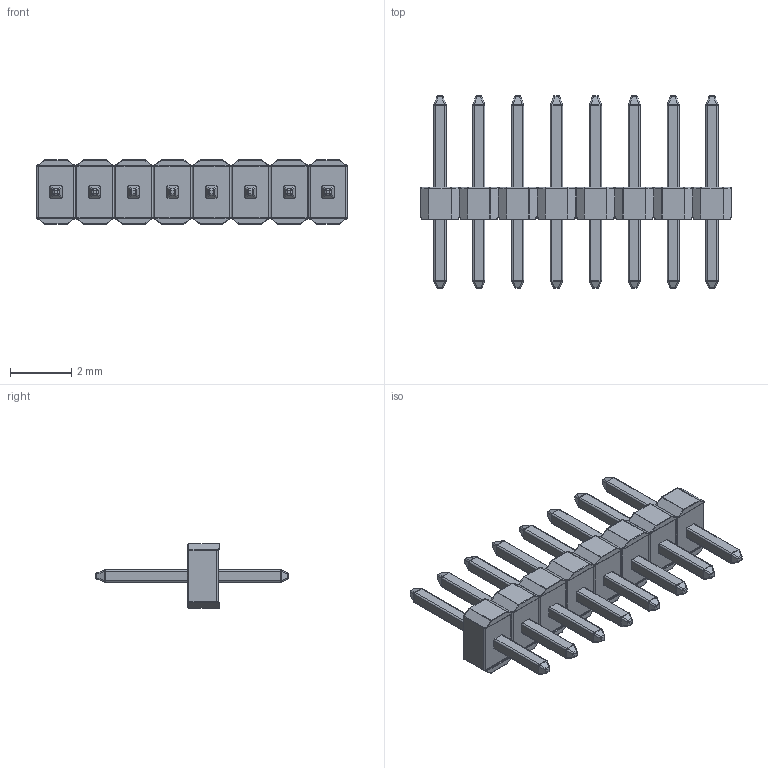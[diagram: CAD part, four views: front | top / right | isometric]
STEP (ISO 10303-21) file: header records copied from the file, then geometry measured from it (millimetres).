
FILE_DESCRIPTION (( 'STEP AP214' ), '1' );
FILE_NAME ('M50-3530842.STEP', '2018-01-16T16:48:23', ( '' ), ( '' ), 'SwSTEP 2.0', 'SolidWorks 2014', '' );
FILE_SCHEMA (( 'AUTOMOTIVE_DESIGN' ));
Length unit declared in the file: millimetre
Products named in the file (2): M50-353-Pin; M50-3530842
Assembly tree (8 placements, depth 2):
  M50-3530842
    M50-353-Pin  x8
Bounding box: 10.16 x 6.3 x 2.1 mm (x, y, z)
Volume: 27 mm3; surface area: 151.2 mm2
Topology: 8 solids, 8 shells, 1136 faces, 2560 edges, 1328 vertices
Faces by surface type: cylinder 512, plane 256, sphere 128, bspline 128, torus 112
Entity records: 5478 total; most frequent: CARTESIAN_POINT 1226, DIRECTION 654, ORIENTED_EDGE 608, EDGE_CURVE 304, AXIS2_PLACEMENT_3D 259, VERTEX_POINT 166, EDGE_LOOP 144, FACE_OUTER_BOUND 142
